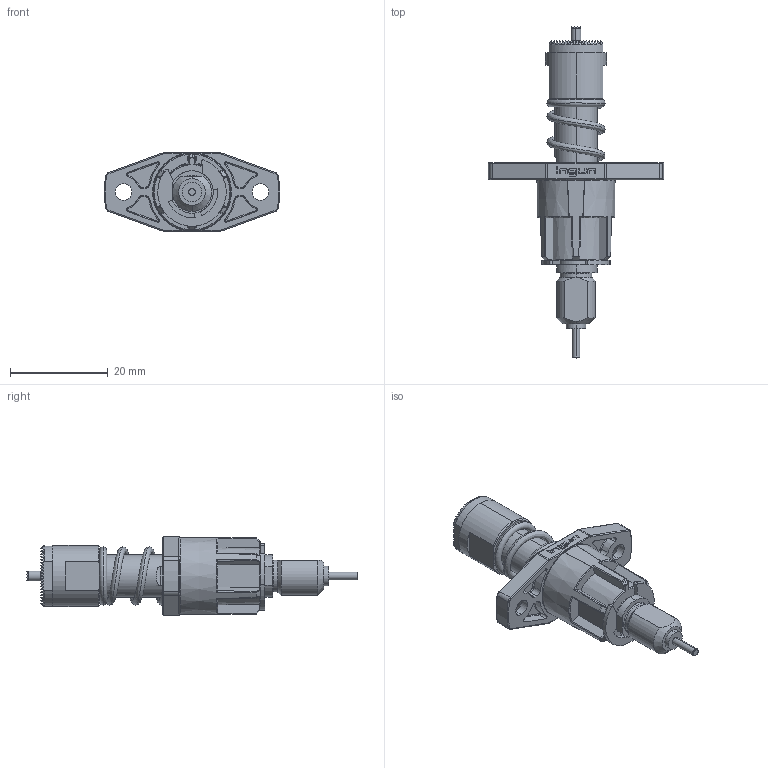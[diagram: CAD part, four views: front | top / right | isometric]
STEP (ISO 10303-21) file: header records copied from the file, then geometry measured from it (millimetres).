
FILE_DESCRIPTION (( 'STEP AP203' ), '1' );
FILE_NAME ('INGUN_BCP-694_360_1250_A_xx04-53.STEP', '2025-06-10T06:16:48', ( '' ), ( '' ), 'SwSTEP 2.0', 'SolidWorks 2023', '' );
FILE_SCHEMA (( 'CONFIG_CONTROL_DESIGN' ));
Length unit declared in the file: millimetre
Products named in the file (1): INGUN_BCP-694_360_1250_A_xx04-53
Bounding box: 35.94 x 68 x 16 mm (x, y, z)
Volume: 6339.3 mm3; surface area: 5418.3 mm2
Topology: 1 solids, 1 shells, 1794 faces, 3355 edges, 1576 vertices
Faces by surface type: plane 1439, cylinder 132, torus 85, cone 70, bspline 40, sphere 28
Entity records: 44186 total; most frequent: CARTESIAN_POINT 10541, DIRECTION 6999, ORIENTED_EDGE 6702, EDGE_CURVE 3351, LINE 2371, VECTOR 2371, AXIS2_PLACEMENT_3D 2314, EDGE_LOOP 1819
